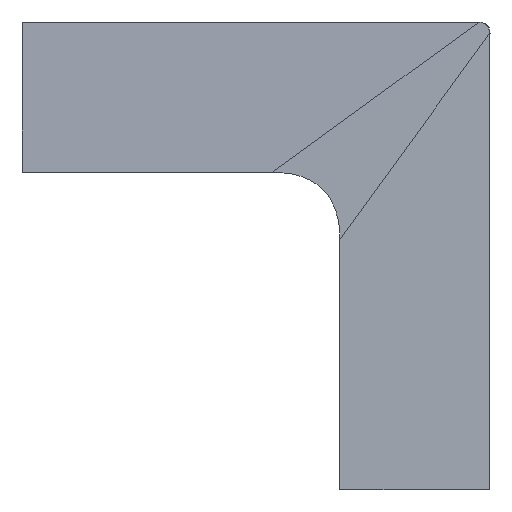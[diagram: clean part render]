
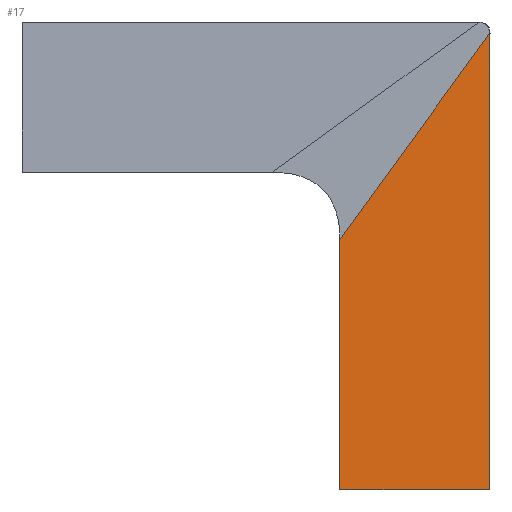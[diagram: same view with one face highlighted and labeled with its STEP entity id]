
A CAD part, top view. The second image highlights one B-rep face of the part: STEP entity #17.
In plain terms, the highlighted free-form (B-spline) face has degree [3, 1] with [4, 2] control points.
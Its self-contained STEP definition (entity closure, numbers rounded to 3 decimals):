
#17=ADVANCED_FACE($,(#23),#108,.T.);
#23=FACE_OUTER_BOUND($,#29,.T.);
#29=EDGE_LOOP($,(#46,#47,#48,#49));
#46=ORIENTED_EDGE($,*,*,#77,.T.);
#47=ORIENTED_EDGE($,*,*,#76,.T.);
#48=ORIENTED_EDGE($,*,*,#78,.F.);
#49=ORIENTED_EDGE($,*,*,#69,.F.);
#69=EDGE_CURVE($,#93,#94,#124,.T.);
#76=EDGE_CURVE($,#99,#100,#131,.T.);
#77=EDGE_CURVE($,#93,#99,#132,.T.);
#78=EDGE_CURVE($,#94,#100,#133,.T.);
#93=VERTEX_POINT($,#527);
#94=VERTEX_POINT($,#528);
#99=VERTEX_POINT($,#533);
#100=VERTEX_POINT($,#534);
#108=B_SPLINE_SURFACE_WITH_KNOTS($,3,1,((#490,#491),(#492,#493),(#494,#495),
(#496,#497)),.UNSPECIFIED.,.F.,.F.,.F.,(4,4),(2,2),(-3.071,20.995),
(0.,40.406),.UNSPECIFIED.);
#124=B_SPLINE_CURVE_WITH_KNOTS($,3,(#286,#287,#288,#289),.UNSPECIFIED.,.F.,
.F.,(4,4),(-68.011,0.),.UNSPECIFIED.);
#131=B_SPLINE_CURVE_WITH_KNOTS($,3,(#344,#345,#346,#347),.UNSPECIFIED.,.F.,
.F.,(4,4),(-40.007,-0.001),.UNSPECIFIED.);
#132=B_SPLINE_CURVE_WITH_KNOTS($,3,(#348,#349,#350,#351),.UNSPECIFIED.,.F.,
.F.,(4,4),(-3.071,20.995),.UNSPECIFIED.);
#133=B_SPLINE_CURVE_WITH_KNOTS($,3,(#352,#353,#354,#355),.UNSPECIFIED.,.F.,
.F.,(4,4),(31.077,67.),.UNSPECIFIED.);
#286=CARTESIAN_POINT($,(124.995,122.005,0.));
#287=CARTESIAN_POINT($,(111.666,103.673,0.465));
#288=CARTESIAN_POINT($,(98.337,85.342,0.931));
#289=CARTESIAN_POINT($,(85.007,67.01,1.396));
#344=CARTESIAN_POINT($,(124.981,0.003,0.));
#345=CARTESIAN_POINT($,(111.654,0.,0.465));
#346=CARTESIAN_POINT($,(98.327,-0.004,0.931));
#347=CARTESIAN_POINT($,(85.,-0.008,1.396));
#348=CARTESIAN_POINT($,(124.995,122.005,0.));
#349=CARTESIAN_POINT($,(124.991,81.338,0.));
#350=CARTESIAN_POINT($,(124.986,40.671,0.));
#351=CARTESIAN_POINT($,(124.981,0.003,0.));
#352=CARTESIAN_POINT($,(85.007,67.01,1.396));
#353=CARTESIAN_POINT($,(85.005,44.671,1.396));
#354=CARTESIAN_POINT($,(85.002,22.331,1.396));
#355=CARTESIAN_POINT($,(85.,-0.008,1.396));
#490=CARTESIAN_POINT($,(124.995,122.005,0.));
#491=CARTESIAN_POINT($,(84.614,121.992,1.41));
#492=CARTESIAN_POINT($,(124.991,81.338,0.));
#493=CARTESIAN_POINT($,(84.609,81.325,1.41));
#494=CARTESIAN_POINT($,(124.986,40.671,0.));
#495=CARTESIAN_POINT($,(84.604,40.657,1.41));
#496=CARTESIAN_POINT($,(124.981,0.003,0.));
#497=CARTESIAN_POINT($,(84.599,-0.01,1.41));
#527=CARTESIAN_POINT($,(124.995,122.005,0.));
#528=CARTESIAN_POINT($,(85.007,67.01,1.396));
#533=CARTESIAN_POINT($,(124.981,0.003,0.));
#534=CARTESIAN_POINT($,(85.,-0.008,1.396));
